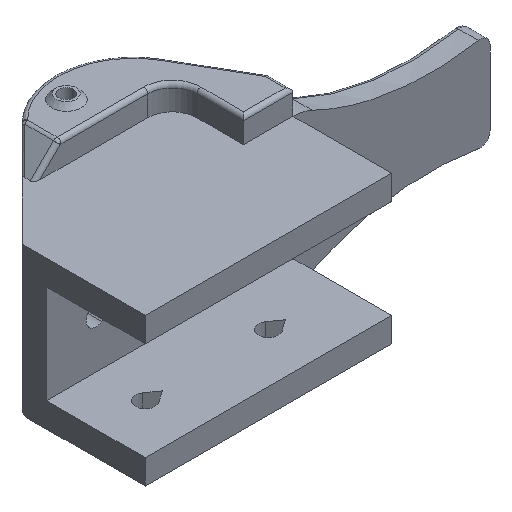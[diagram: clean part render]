
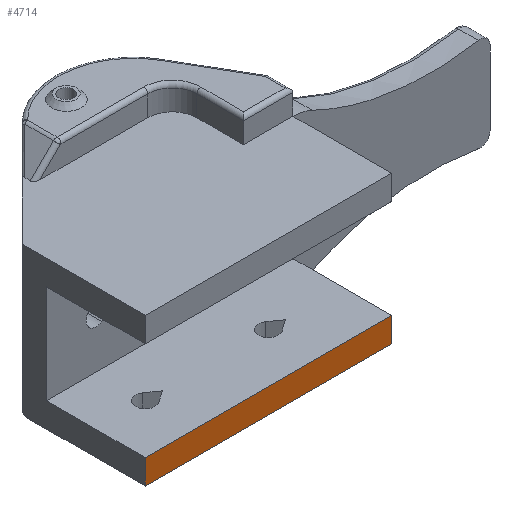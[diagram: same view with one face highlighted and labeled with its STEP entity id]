
A CAD part, isometric view. The second image highlights one B-rep face of the part: STEP entity #4714.
In plain terms, the highlighted planar face has unit normal (0, -1, 0).
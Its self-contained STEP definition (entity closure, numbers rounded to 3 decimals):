
#375 = PLANE('',#376);
#376 = AXIS2_PLACEMENT_3D('',#377,#378,#379);
#377 = CARTESIAN_POINT('',(-117.,85.,10.));
#378 = DIRECTION('',(-1.,0.,0.));
#379 = DIRECTION('',(0.,-1.,0.));
#4372 = PLANE('',#4373);
#4373 = AXIS2_PLACEMENT_3D('',#4374,#4375,#4376);
#4374 = CARTESIAN_POINT('',(-117.,60.,-5.));
#4375 = DIRECTION('',(0.,0.,-1.));
#4376 = DIRECTION('',(0.,-1.,0.));
#4433 = VERTEX_POINT('',#4434);
#4434 = CARTESIAN_POINT('',(-117.,60.,-5.));
#4455 = EDGE_CURVE('',#4433,#4456,#4458,.T.);
#4456 = VERTEX_POINT('',#4457);
#4457 = CARTESIAN_POINT('',(-67.,60.,-5.));
#4458 = SURFACE_CURVE('',#4459,(#4463,#4470),.PCURVE_S1.);
#4459 = LINE('',#4460,#4461);
#4460 = CARTESIAN_POINT('',(-117.,60.,-5.));
#4461 = VECTOR('',#4462,1.);
#4462 = DIRECTION('',(1.,0.,0.));
#4463 = PCURVE('',#4372,#4464);
#4464 = DEFINITIONAL_REPRESENTATION('',(#4465),#4469);
#4465 = LINE('',#4466,#4467);
#4466 = CARTESIAN_POINT('',(0.,0.));
#4467 = VECTOR('',#4468,1.);
#4468 = DIRECTION('',(0.,-1.));
#4469 = ( GEOMETRIC_REPRESENTATION_CONTEXT(2) 
PARAMETRIC_REPRESENTATION_CONTEXT() REPRESENTATION_CONTEXT('2D SPACE',''
  ) );
#4470 = PCURVE('',#4471,#4476);
#4471 = PLANE('',#4472);
#4472 = AXIS2_PLACEMENT_3D('',#4473,#4474,#4475);
#4473 = CARTESIAN_POINT('',(-117.,60.,25.));
#4474 = DIRECTION('',(0.,-1.,0.));
#4475 = DIRECTION('',(0.,0.,1.));
#4476 = DEFINITIONAL_REPRESENTATION('',(#4477),#4481);
#4477 = LINE('',#4478,#4479);
#4478 = CARTESIAN_POINT('',(-30.,0.));
#4479 = VECTOR('',#4480,1.);
#4480 = DIRECTION('',(0.,-1.));
#4481 = ( GEOMETRIC_REPRESENTATION_CONTEXT(2) 
PARAMETRIC_REPRESENTATION_CONTEXT() REPRESENTATION_CONTEXT('2D SPACE',''
  ) );
#4499 = PLANE('',#4500);
#4500 = AXIS2_PLACEMENT_3D('',#4501,#4502,#4503);
#4501 = CARTESIAN_POINT('',(-67.,60.,-5.));
#4502 = DIRECTION('',(1.,0.,0.));
#4503 = DIRECTION('',(0.,-1.,0.));
#4714 = ADVANCED_FACE('',(#4715),#4471,.T.);
#4715 = FACE_BOUND('',#4716,.F.);
#4716 = EDGE_LOOP('',(#4717,#4740,#4768,#4789));
#4717 = ORIENTED_EDGE('',*,*,#4718,.F.);
#4718 = EDGE_CURVE('',#4719,#4433,#4721,.T.);
#4719 = VERTEX_POINT('',#4720);
#4720 = CARTESIAN_POINT('',(-117.,60.,0.));
#4721 = SURFACE_CURVE('',#4722,(#4726,#4733),.PCURVE_S1.);
#4722 = LINE('',#4723,#4724);
#4723 = CARTESIAN_POINT('',(-117.,60.,25.));
#4724 = VECTOR('',#4725,1.);
#4725 = DIRECTION('',(0.,0.,-1.));
#4726 = PCURVE('',#4471,#4727);
#4727 = DEFINITIONAL_REPRESENTATION('',(#4728),#4732);
#4728 = LINE('',#4729,#4730);
#4729 = CARTESIAN_POINT('',(0.,0.));
#4730 = VECTOR('',#4731,1.);
#4731 = DIRECTION('',(-1.,0.));
#4732 = ( GEOMETRIC_REPRESENTATION_CONTEXT(2) 
PARAMETRIC_REPRESENTATION_CONTEXT() REPRESENTATION_CONTEXT('2D SPACE',''
  ) );
#4733 = PCURVE('',#375,#4734);
#4734 = DEFINITIONAL_REPRESENTATION('',(#4735),#4739);
#4735 = LINE('',#4736,#4737);
#4736 = CARTESIAN_POINT('',(25.,15.));
#4737 = VECTOR('',#4738,1.);
#4738 = DIRECTION('',(0.,-1.));
#4739 = ( GEOMETRIC_REPRESENTATION_CONTEXT(2) 
PARAMETRIC_REPRESENTATION_CONTEXT() REPRESENTATION_CONTEXT('2D SPACE',''
  ) );
#4740 = ORIENTED_EDGE('',*,*,#4741,.T.);
#4741 = EDGE_CURVE('',#4719,#4742,#4744,.T.);
#4742 = VERTEX_POINT('',#4743);
#4743 = CARTESIAN_POINT('',(-67.,60.,0.));
#4744 = SURFACE_CURVE('',#4745,(#4749,#4756),.PCURVE_S1.);
#4745 = LINE('',#4746,#4747);
#4746 = CARTESIAN_POINT('',(-117.,60.,0.));
#4747 = VECTOR('',#4748,1.);
#4748 = DIRECTION('',(1.,0.,0.));
#4749 = PCURVE('',#4471,#4750);
#4750 = DEFINITIONAL_REPRESENTATION('',(#4751),#4755);
#4751 = LINE('',#4752,#4753);
#4752 = CARTESIAN_POINT('',(-25.,0.));
#4753 = VECTOR('',#4754,1.);
#4754 = DIRECTION('',(0.,-1.));
#4755 = ( GEOMETRIC_REPRESENTATION_CONTEXT(2) 
PARAMETRIC_REPRESENTATION_CONTEXT() REPRESENTATION_CONTEXT('2D SPACE',''
  ) );
#4756 = PCURVE('',#4757,#4762);
#4757 = PLANE('',#4758);
#4758 = AXIS2_PLACEMENT_3D('',#4759,#4760,#4761);
#4759 = CARTESIAN_POINT('',(-117.,80.,0.));
#4760 = DIRECTION('',(0.,0.,1.));
#4761 = DIRECTION('',(0.,1.,0.));
#4762 = DEFINITIONAL_REPRESENTATION('',(#4763),#4767);
#4763 = LINE('',#4764,#4765);
#4764 = CARTESIAN_POINT('',(-20.,0.));
#4765 = VECTOR('',#4766,1.);
#4766 = DIRECTION('',(0.,-1.));
#4767 = ( GEOMETRIC_REPRESENTATION_CONTEXT(2) 
PARAMETRIC_REPRESENTATION_CONTEXT() REPRESENTATION_CONTEXT('2D SPACE',''
  ) );
#4768 = ORIENTED_EDGE('',*,*,#4769,.F.);
#4769 = EDGE_CURVE('',#4456,#4742,#4770,.T.);
#4770 = SURFACE_CURVE('',#4771,(#4775,#4782),.PCURVE_S1.);
#4771 = LINE('',#4772,#4773);
#4772 = CARTESIAN_POINT('',(-67.,60.,-5.));
#4773 = VECTOR('',#4774,1.);
#4774 = DIRECTION('',(0.,0.,1.));
#4775 = PCURVE('',#4471,#4776);
#4776 = DEFINITIONAL_REPRESENTATION('',(#4777),#4781);
#4777 = LINE('',#4778,#4779);
#4778 = CARTESIAN_POINT('',(-30.,-50.));
#4779 = VECTOR('',#4780,1.);
#4780 = DIRECTION('',(1.,0.));
#4781 = ( GEOMETRIC_REPRESENTATION_CONTEXT(2) 
PARAMETRIC_REPRESENTATION_CONTEXT() REPRESENTATION_CONTEXT('2D SPACE',''
  ) );
#4782 = PCURVE('',#4499,#4783);
#4783 = DEFINITIONAL_REPRESENTATION('',(#4784),#4788);
#4784 = LINE('',#4785,#4786);
#4785 = CARTESIAN_POINT('',(0.,0.));
#4786 = VECTOR('',#4787,1.);
#4787 = DIRECTION('',(0.,-1.));
#4788 = ( GEOMETRIC_REPRESENTATION_CONTEXT(2) 
PARAMETRIC_REPRESENTATION_CONTEXT() REPRESENTATION_CONTEXT('2D SPACE',''
  ) );
#4789 = ORIENTED_EDGE('',*,*,#4455,.F.);
